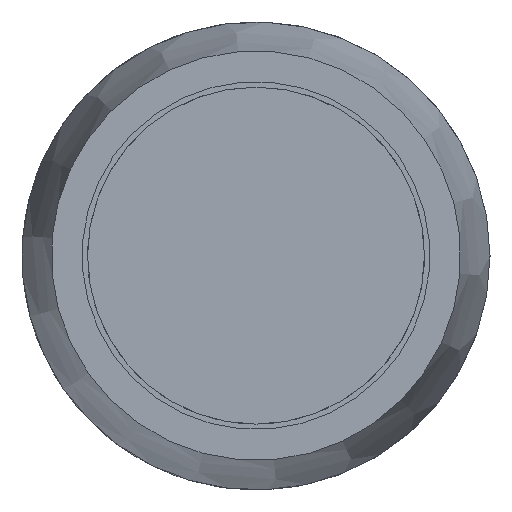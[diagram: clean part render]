
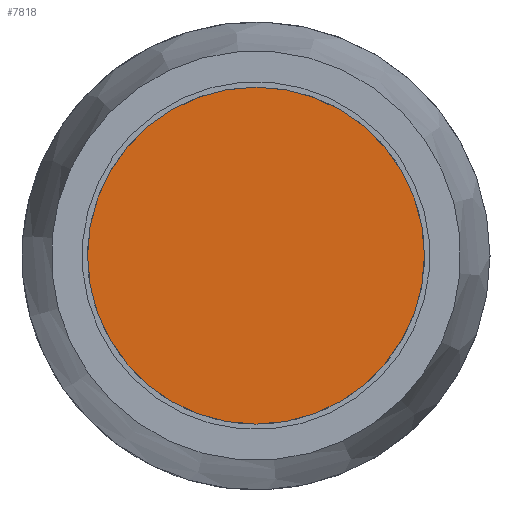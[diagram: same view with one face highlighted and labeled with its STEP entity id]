
A CAD part, top view. The second image highlights one B-rep face of the part: STEP entity #7818.
In plain terms, the highlighted planar face has unit normal (0, 0, 1).
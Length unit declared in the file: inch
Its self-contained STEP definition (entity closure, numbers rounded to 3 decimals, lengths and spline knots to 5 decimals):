
#7802=CARTESIAN_POINT('',(0.38976,0.38976,1.32866));
#7803=DIRECTION('',(0.0,0.0,-1.0));
#7804=DIRECTION('',(-1.0,0.0,0.0));
#7805=AXIS2_PLACEMENT_3D('',#7802,#7803,#7804);
#7806=PLANE('',#7805);
#7807=CARTESIAN_POINT('',(0.,0.35433,1.32866));
#7808=VERTEX_POINT('',#7807);
#7809=CARTESIAN_POINT('',(0.,0.,1.32866));
#7810=DIRECTION('',(0.0,0.0,-1.0));
#7811=DIRECTION('',(0.0,-1.0,0.0));
#7812=AXIS2_PLACEMENT_3D('',#7809,#7810,#7811);
#7813=CIRCLE('',#7812,0.35433);
#7814=EDGE_CURVE('',#7808,#7808,#7813,.T.);
#7815=ORIENTED_EDGE('',*,*,#7814,.F.);
#7816=EDGE_LOOP('',(#7815));
#7817=FACE_OUTER_BOUND('',#7816,.T.);
#7818=ADVANCED_FACE('',(#7817),#7806,.F.);
